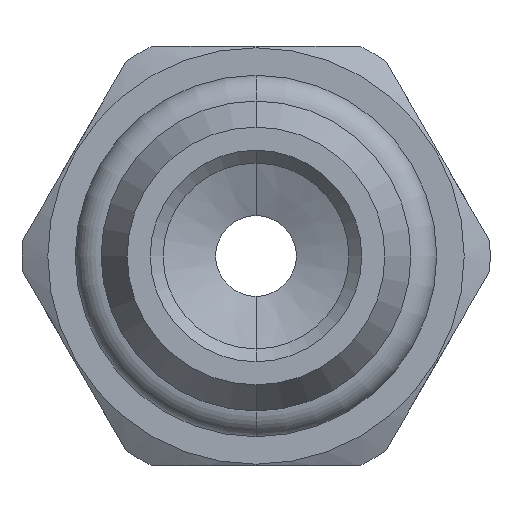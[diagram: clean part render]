
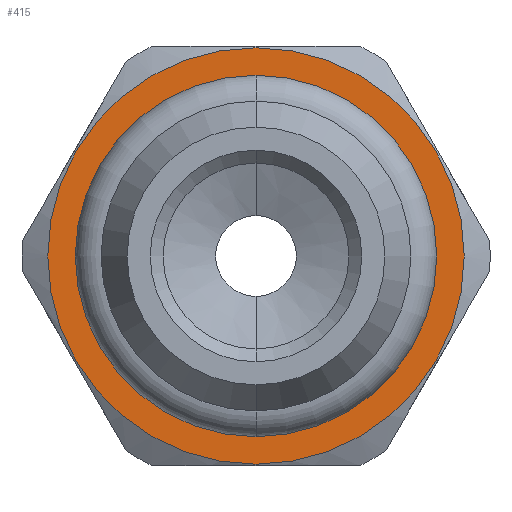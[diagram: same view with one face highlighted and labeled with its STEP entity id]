
A CAD part, front view. The second image highlights one B-rep face of the part: STEP entity #415.
In plain terms, the highlighted planar face has unit normal (0, -1, 0).
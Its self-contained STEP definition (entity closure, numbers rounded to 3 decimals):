
#136 = VERTEX_POINT ( 'NONE', #696 ) ;
#195 = VERTEX_POINT ( 'NONE', #880 ) ;
#206 = EDGE_CURVE ( 'NONE', #136, #195, #862, .T. ) ;
#212 = EDGE_CURVE ( 'NONE', #213, #218, #937, .T. ) ;
#213 = VERTEX_POINT ( 'NONE', #977 ) ;
#218 = VERTEX_POINT ( 'NONE', #980 ) ;
#283 = ORIENTED_EDGE ( 'NONE', *, *, #206, .T. ) ;
#300 = ORIENTED_EDGE ( 'NONE', *, *, #301, .T. ) ;
#301 = EDGE_CURVE ( 'NONE', #218, #213, #1014, .T. ) ;
#304 = ORIENTED_EDGE ( 'NONE', *, *, #212, .T. ) ;
#335 = EDGE_LOOP ( 'NONE', ( #283, #362 ) ) ;
#362 = ORIENTED_EDGE ( 'NONE', *, *, #387, .T. ) ;
#387 = EDGE_CURVE ( 'NONE', #195, #136, #1229, .T. ) ;
#415 = ADVANCED_FACE ( 'NONE', ( #1366, #1300 ), #1369, .T. ) ;
#421 = EDGE_LOOP ( 'NONE', ( #300, #304 ) ) ;
#696 = CARTESIAN_POINT ( 'NONE',  ( 0., 5., -6.45 ) ) ;
#862 = CIRCLE ( 'NONE', #912, 6.45 ) ;
#880 = CARTESIAN_POINT ( 'NONE',  ( 0., 5., 6.45 ) ) ;
#890 = CARTESIAN_POINT ( 'NONE',  ( 0., 5., 0. ) ) ;
#892 = DIRECTION ( 'NONE',  ( 0., -1., 0. ) ) ;
#911 = DIRECTION ( 'NONE',  ( 0., 0., -1. ) ) ;
#912 = AXIS2_PLACEMENT_3D ( 'NONE', #890, #892, #911 ) ;
#937 = CIRCLE ( 'NONE', #976, 5.598 ) ;
#975 = CARTESIAN_POINT ( 'NONE',  ( 0., 5., 0. ) ) ;
#976 = AXIS2_PLACEMENT_3D ( 'NONE', #975, #979, #978 ) ;
#977 = CARTESIAN_POINT ( 'NONE',  ( 0., 5., 5.598 ) ) ;
#978 = DIRECTION ( 'NONE',  ( 0., 0., -1. ) ) ;
#979 = DIRECTION ( 'NONE',  ( 0., 1., 0. ) ) ;
#980 = CARTESIAN_POINT ( 'NONE',  ( 0., 5., -5.598 ) ) ;
#1010 = DIRECTION ( 'NONE',  ( 0., 0., -1. ) ) ;
#1011 = DIRECTION ( 'NONE',  ( 0., 1., 0. ) ) ;
#1012 = CARTESIAN_POINT ( 'NONE',  ( 0., 5., 0. ) ) ;
#1013 = AXIS2_PLACEMENT_3D ( 'NONE', #1012, #1011, #1010 ) ;
#1014 = CIRCLE ( 'NONE', #1013, 5.598 ) ;
#1229 = CIRCLE ( 'NONE', #1240, 6.45 ) ;
#1237 = DIRECTION ( 'NONE',  ( 0., 0., -1. ) ) ;
#1238 = DIRECTION ( 'NONE',  ( 0., -1., 0. ) ) ;
#1239 = CARTESIAN_POINT ( 'NONE',  ( 0., 5., 0. ) ) ;
#1240 = AXIS2_PLACEMENT_3D ( 'NONE', #1239, #1238, #1237 ) ;
#1300 = FACE_BOUND ( 'NONE', #421, .T. ) ;
#1313 = AXIS2_PLACEMENT_3D ( 'NONE', #1351, #1350, #1365 ) ;
#1350 = DIRECTION ( 'NONE',  ( 0., -1., 0. ) ) ;
#1351 = CARTESIAN_POINT ( 'NONE',  ( 6.15, 5., 0. ) ) ;
#1365 = DIRECTION ( 'NONE',  ( 0., 0., -1. ) ) ;
#1366 = FACE_OUTER_BOUND ( 'NONE', #335, .T. ) ;
#1369 = PLANE ( 'NONE',  #1313 ) ;
